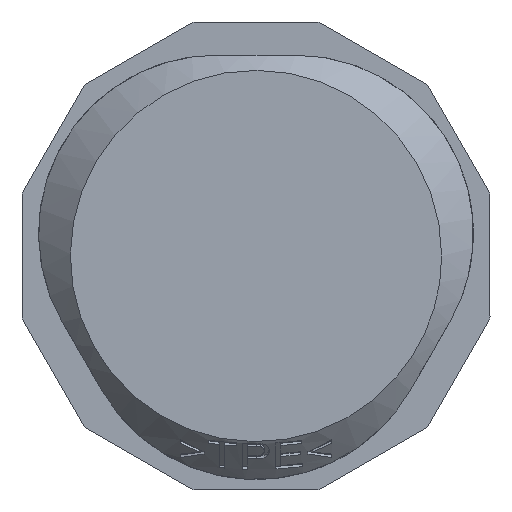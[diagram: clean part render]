
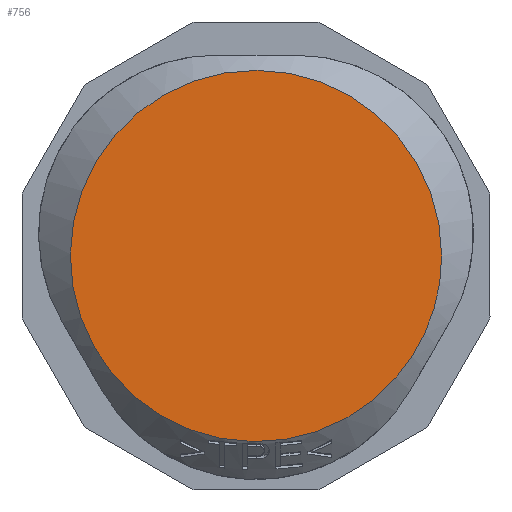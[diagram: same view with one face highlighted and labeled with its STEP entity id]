
A CAD part, front view. The second image highlights one B-rep face of the part: STEP entity #756.
In plain terms, the highlighted planar face has unit normal (0, -1, 0).
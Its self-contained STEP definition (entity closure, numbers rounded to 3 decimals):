
#277=CIRCLE('',#9605,12.25);
#374=PLANE('',#9606);
#756=ADVANCED_FACE('KES-E-R 25/4-A',(#1270),#374,.F.);
#1270=FACE_OUTER_BOUND('',#1762,.T.);
#1762=EDGE_LOOP('',(#2910));
#2910=ORIENTED_EDGE('',*,*,#6426,.F.);
#5461=VERTEX_POINT('',#15887);
#6426=EDGE_CURVE('GENERATED CIRCLE',#5461,#5461,#277,.T.);
#9605=AXIS2_PLACEMENT_3D('',#15886,#10218,#10219);
#9606=AXIS2_PLACEMENT_3D('',#15888,#10220,#10221);
#10218=DIRECTION('',(0.,1.,0.));
#10219=DIRECTION('',(1.,0.,0.));
#10220=DIRECTION('',(0.,1.,0.));
#10221=DIRECTION('',(0.,0.,-1.));
#15886=CARTESIAN_POINT('',(0.,0.,0.));
#15887=CARTESIAN_POINT('',(12.25,0.,0.));
#15888=CARTESIAN_POINT('',(0.,0.,0.));
